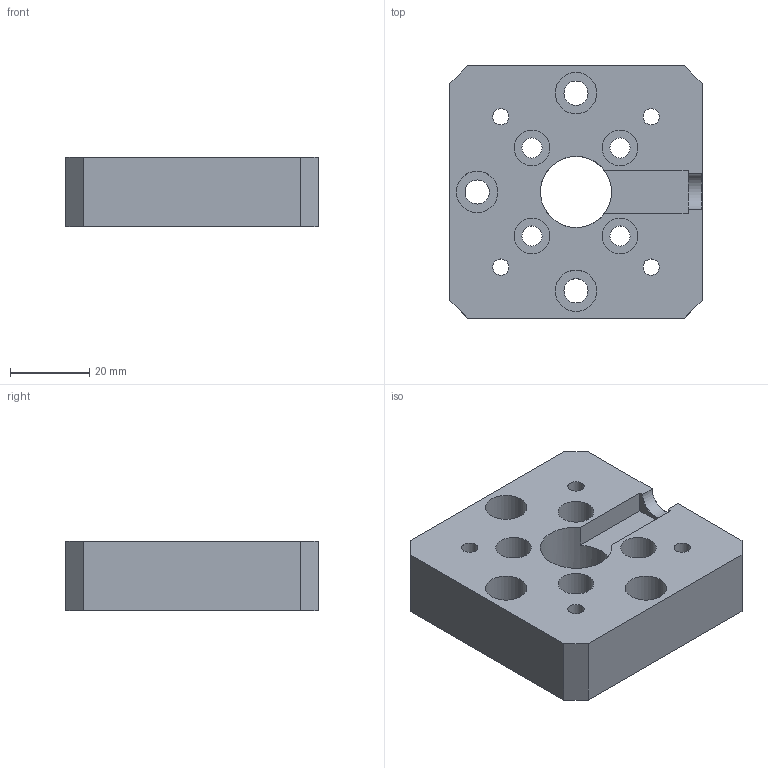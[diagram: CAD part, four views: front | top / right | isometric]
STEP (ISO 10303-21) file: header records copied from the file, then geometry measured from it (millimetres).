
FILE_DESCRIPTION(/* description */ (''),/* implementation_level */ '2;1');
FILE_NAME(/* name */ 'Part_Top_b_Blue.stp',/* time_stamp */ '2022-10-01T16:48:20+01:00',/* author */ ('romanp'),/* organization */ (''),/* preprocessor_version */ 'ST-DEVELOPER v19',/* originating_system */ 'Autodesk Inventor 2023',/* authorisation */ '');
FILE_SCHEMA (('AUTOMOTIVE_DESIGN { 1 0 10303 214 3 1 1 }'));
Length unit declared in the file: millimetre
Products named in the file (1): Part_1_new_a_magnetic
Bounding box: 63.77 x 63.77 x 17.5 mm (x, y, z)
Volume: 56839.2 mm3; surface area: 16772.5 mm2
Topology: 1 solids, 1 shells, 71 faces, 177 edges, 118 vertices
Faces by surface type: plane 49, cylinder 20, cone 2
Full cylindrical faces by diameter (mm): 4.1 x4, 5.1 x4, 6.1 x3, 9 x4, 10.5 x3, 18 x1
Entity records: 2206 total; most frequent: CARTESIAN_POINT 367, DIRECTION 365, ORIENTED_EDGE 354, EDGE_CURVE 177, LINE 133, VECTOR 133, VERTEX_POINT 118, AXIS2_PLACEMENT_3D 116
